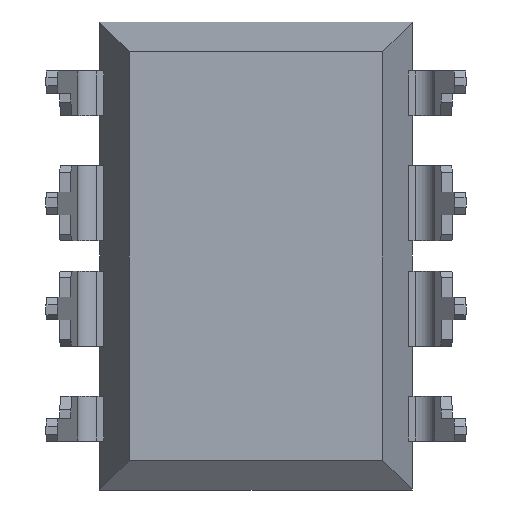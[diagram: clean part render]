
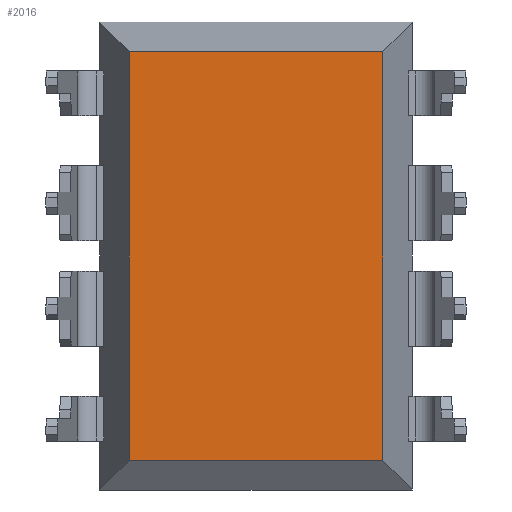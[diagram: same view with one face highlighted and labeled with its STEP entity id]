
A CAD part, front view. The second image highlights one B-rep face of the part: STEP entity #2016.
In plain terms, the highlighted planar face has unit normal (0, -1, 0).
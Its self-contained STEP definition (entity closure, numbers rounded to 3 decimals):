
#1 = DIRECTION ( 'NONE',  ( 0., 0., 1. ) ) ;
#136 = CARTESIAN_POINT ( 'NONE',  ( -25.535, -2.209, -8.899 ) ) ;
#148 = EDGE_CURVE ( 'NONE', #1768, #1229, #2529, .T. ) ;
#426 = DIRECTION ( 'NONE',  ( 0., -1., 0. ) ) ;
#594 = DIRECTION ( 'NONE',  ( 0., 0., 1. ) ) ;
#657 = VECTOR ( 'NONE', #594, 1000. ) ;
#900 = FACE_OUTER_BOUND ( 'NONE', #949, .T. ) ;
#949 = EDGE_LOOP ( 'NONE', ( #1792, #1944, #4386, #3419 ) ) ;
#1229 = VERTEX_POINT ( 'NONE', #2624 ) ;
#1287 = EDGE_CURVE ( 'NONE', #1768, #2086, #2435, .T. ) ;
#1331 = CARTESIAN_POINT ( 'NONE',  ( -30.683, -2.209, -0.6 ) ) ;
#1423 = EDGE_CURVE ( 'NONE', #1229, #1881, #2488, .T. ) ;
#1768 = VERTEX_POINT ( 'NONE', #2643 ) ;
#1792 = ORIENTED_EDGE ( 'NONE', *, *, #148, .F. ) ;
#1858 = EDGE_CURVE ( 'NONE', #2086, #1881, #2486, .T. ) ;
#1881 = VERTEX_POINT ( 'NONE', #3832 ) ;
#1944 = ORIENTED_EDGE ( 'NONE', *, *, #1287, .T. ) ;
#2016 = ADVANCED_FACE ( 'NONE', ( #900 ), #2539, .T. ) ;
#2086 = VERTEX_POINT ( 'NONE', #136 ) ;
#2091 = CARTESIAN_POINT ( 'NONE',  ( -25.535, -2.209, -9.5 ) ) ;
#2435 = LINE ( 'NONE', #4403, #3958 ) ;
#2486 = LINE ( 'NONE', #2091, #4337 ) ;
#2488 = LINE ( 'NONE', #1331, #4346 ) ;
#2529 = LINE ( 'NONE', #2770, #657 ) ;
#2539 = PLANE ( 'NONE',  #3218 ) ;
#2624 = CARTESIAN_POINT ( 'NONE',  ( -30.683, -2.209, -0.6 ) ) ;
#2643 = CARTESIAN_POINT ( 'NONE',  ( -30.683, -2.209, -8.9 ) ) ;
#2770 = CARTESIAN_POINT ( 'NONE',  ( -30.683, -2.209, -9.5 ) ) ;
#2903 = DIRECTION ( 'NONE',  ( 0., 0., -1. ) ) ;
#3218 = AXIS2_PLACEMENT_3D ( 'NONE', #3231, #426, #2903 ) ;
#3231 = CARTESIAN_POINT ( 'NONE',  ( -30.683, -2.209, -9.5 ) ) ;
#3374 = DIRECTION ( 'NONE',  ( 1., 0., 0. ) ) ;
#3419 = ORIENTED_EDGE ( 'NONE', *, *, #1423, .F. ) ;
#3832 = CARTESIAN_POINT ( 'NONE',  ( -25.535, -2.209, -0.601 ) ) ;
#3958 = VECTOR ( 'NONE', #3374, 1000. ) ;
#4129 = DIRECTION ( 'NONE',  ( 1., 0., 0. ) ) ;
#4337 = VECTOR ( 'NONE', #1, 1000. ) ;
#4346 = VECTOR ( 'NONE', #4129, 1000. ) ;
#4386 = ORIENTED_EDGE ( 'NONE', *, *, #1858, .T. ) ;
#4403 = CARTESIAN_POINT ( 'NONE',  ( -30.683, -2.209, -8.9 ) ) ;
